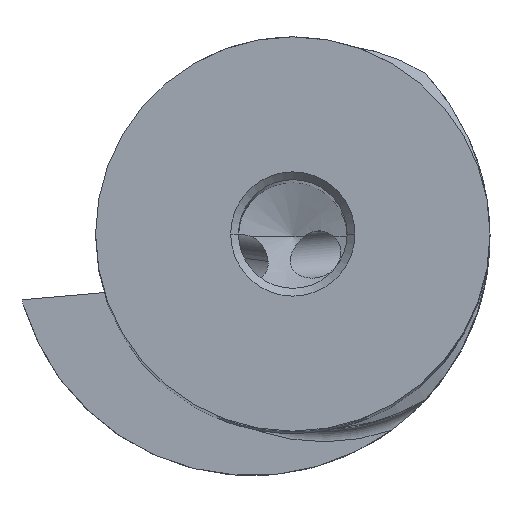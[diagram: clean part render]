
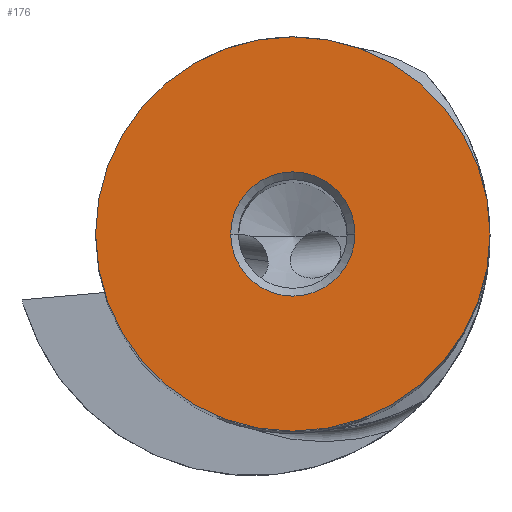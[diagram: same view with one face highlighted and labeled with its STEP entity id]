
A CAD part, top view. The second image highlights one B-rep face of the part: STEP entity #176.
In plain terms, the highlighted planar face has unit normal (0, 0, 1).
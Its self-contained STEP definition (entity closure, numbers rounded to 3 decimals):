
#61=FACE_BOUND('',#325,.T.);
#62=FACE_BOUND('',#326,.T.);
#86=PLANE('',#1333);
#176=ADVANCED_FACE('',(#61,#62),#86,.T.);
#325=EDGE_LOOP('',(#729,#730));
#326=EDGE_LOOP('',(#731,#732));
#729=ORIENTED_EDGE('',*,*,#1112,.F.);
#730=ORIENTED_EDGE('',*,*,#1105,.F.);
#731=ORIENTED_EDGE('',*,*,#1117,.F.);
#732=ORIENTED_EDGE('',*,*,#1118,.F.);
#954=VERTEX_POINT('',#2437);
#955=VERTEX_POINT('',#2438);
#964=VERTEX_POINT('',#2461);
#965=VERTEX_POINT('',#2462);
#1105=EDGE_CURVE('',#954,#955,#1213,.T.);
#1112=EDGE_CURVE('',#955,#954,#1214,.T.);
#1117=EDGE_CURVE('',#964,#965,#1215,.T.);
#1118=EDGE_CURVE('',#965,#964,#1216,.T.);
#1213=CIRCLE('',#1323,12.7);
#1214=CIRCLE('',#1327,12.7);
#1215=CIRCLE('',#1331,4.);
#1216=CIRCLE('',#1332,4.);
#1323=AXIS2_PLACEMENT_3D('',#2436,#1566,#1567);
#1327=AXIS2_PLACEMENT_3D('',#2450,#1578,#1579);
#1331=AXIS2_PLACEMENT_3D('',#2460,#1588,#1589);
#1332=AXIS2_PLACEMENT_3D('',#2463,#1590,#1591);
#1333=AXIS2_PLACEMENT_3D('',#2464,#1592,#1593);
#1566=DIRECTION('',(0.,0.,-1.));
#1567=DIRECTION('',(-1.,0.,0.));
#1578=DIRECTION('',(0.,0.,-1.));
#1579=DIRECTION('',(1.,0.,0.));
#1588=DIRECTION('',(0.,0.,1.));
#1589=DIRECTION('',(1.,0.,0.));
#1590=DIRECTION('',(0.,0.,1.));
#1591=DIRECTION('',(-1.,0.,0.));
#1592=DIRECTION('',(0.,0.,1.));
#1593=DIRECTION('',(1.,0.,0.));
#2436=CARTESIAN_POINT('',(0.,0.,0.));
#2437=CARTESIAN_POINT('',(-12.7,0.,0.));
#2438=CARTESIAN_POINT('',(12.7,0.,0.));
#2450=CARTESIAN_POINT('',(0.,0.,0.));
#2460=CARTESIAN_POINT('',(0.,0.,0.));
#2461=CARTESIAN_POINT('',(4.,0.,0.));
#2462=CARTESIAN_POINT('',(-4.,0.,0.));
#2463=CARTESIAN_POINT('',(0.,0.,0.));
#2464=CARTESIAN_POINT('',(0.,0.,0.));
